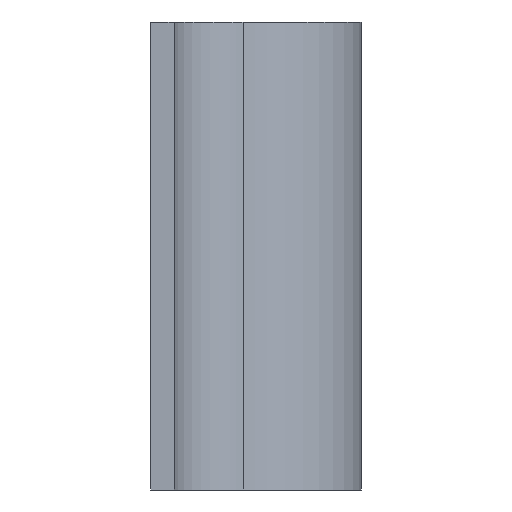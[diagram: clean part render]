
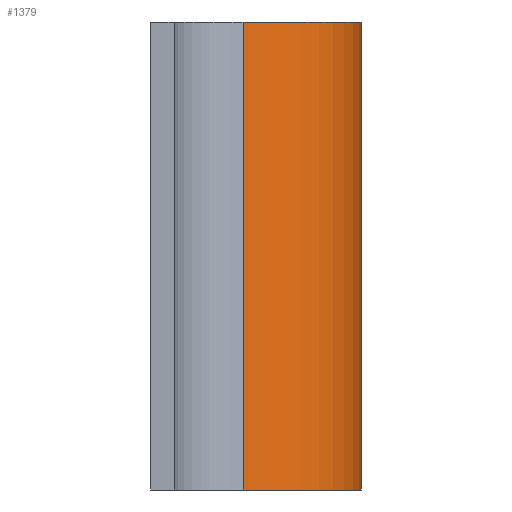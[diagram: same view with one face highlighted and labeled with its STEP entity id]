
A CAD part, left-side view. The second image highlights one B-rep face of the part: STEP entity #1379.
In plain terms, the highlighted free-form (B-spline) face has degree [1, 2] with [2, 3] control points.
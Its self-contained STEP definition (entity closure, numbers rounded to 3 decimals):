
#939=CARTESIAN_POINT('',(-9.544,-1.697,20.0));
#940=VERTEX_POINT('',#939);
#954=CARTESIAN_POINT('',(-3.619,-6.75,20.0));
#955=VERTEX_POINT('',#954);
#956=CARTESIAN_POINT('',(-3.619,-6.75,20.0));
#957=CARTESIAN_POINT('',(-8.736,-6.75,20.));
#958=CARTESIAN_POINT('',(-9.544,-1.697,20.0));
#966=(BOUNDED_CURVE()B_SPLINE_CURVE(2,(#956,#957,#958),.UNSPECIFIED.,.F.,.U.)CURVE()GEOMETRIC_REPRESENTATION_ITEM()QUASI_UNIFORM_CURVE()RATIONAL_B_SPLINE_CURVE((1.0,0.761,1.0))REPRESENTATION_ITEM(''));
#967=EDGE_CURVE('',#955,#940,#966,.T.);
#1265=CARTESIAN_POINT('',(-3.619,-6.75,0.0));
#1266=VERTEX_POINT('',#1265);
#1272=CARTESIAN_POINT('',(-9.544,-1.697,0.0));
#1273=VERTEX_POINT('',#1272);
#1274=CARTESIAN_POINT('',(-3.619,-6.75,0.0));
#1275=CARTESIAN_POINT('',(-8.736,-6.75,0.0));
#1276=CARTESIAN_POINT('',(-9.544,-1.697,0.0));
#1284=(BOUNDED_CURVE()B_SPLINE_CURVE(2,(#1274,#1275,#1276),.UNSPECIFIED.,.F.,.U.)CURVE()GEOMETRIC_REPRESENTATION_ITEM()QUASI_UNIFORM_CURVE()RATIONAL_B_SPLINE_CURVE((1.0,0.761,1.0))REPRESENTATION_ITEM(''));
#1285=EDGE_CURVE('',#1266,#1273,#1284,.T.);
#1347=CARTESIAN_POINT('',(-9.544,-1.697,0.0));
#1348=CARTESIAN_POINT('',(-9.544,-1.697,20.0));
#1349=QUASI_UNIFORM_CURVE('',1,(#1347,#1348),.UNSPECIFIED.,.F.,.U.);
#1350=EDGE_CURVE('',#1273,#940,#1349,.T.);
#1355=CARTESIAN_POINT('',(-3.567,-6.75,-0.5));
#1356=CARTESIAN_POINT('',(-3.567,-6.75,20.512));
#1357=CARTESIAN_POINT('',(-8.969,-6.797,-0.5));
#1358=CARTESIAN_POINT('',(-8.969,-6.797,20.513));
#1359=CARTESIAN_POINT('',(-9.581,-1.429,-0.5));
#1360=CARTESIAN_POINT('',(-9.581,-1.429,20.512));
#1368=(BOUNDED_SURFACE()B_SPLINE_SURFACE(1,2,((#1355,#1357,#1359),(#1356,#1358,#1360)),.UNSPECIFIED.,.F.,.F.,.U.)B_SPLINE_SURFACE_WITH_KNOTS((2,2),(3,3),(0.0,21.013),(0.0,9.213),.UNSPECIFIED.)GEOMETRIC_REPRESENTATION_ITEM()RATIONAL_B_SPLINE_SURFACE(((1.0,0.743,1.0),(1.0,0.743,1.0)))REPRESENTATION_ITEM('')SURFACE());
#1369=ORIENTED_EDGE('',*,*,#967,.T.);
#1370=ORIENTED_EDGE('',*,*,#1350,.F.);
#1371=ORIENTED_EDGE('',*,*,#1285,.F.);
#1372=CARTESIAN_POINT('',(-3.619,-6.75,0.0));
#1373=CARTESIAN_POINT('',(-3.619,-6.75,20.0));
#1374=QUASI_UNIFORM_CURVE('',1,(#1372,#1373),.UNSPECIFIED.,.F.,.U.);
#1375=EDGE_CURVE('',#1266,#955,#1374,.T.);
#1376=ORIENTED_EDGE('',*,*,#1375,.T.);
#1377=EDGE_LOOP('',(#1369,#1370,#1371,#1376));
#1378=FACE_OUTER_BOUND('',#1377,.T.);
#1379=ADVANCED_FACE('',(#1378),#1368,.T.);
